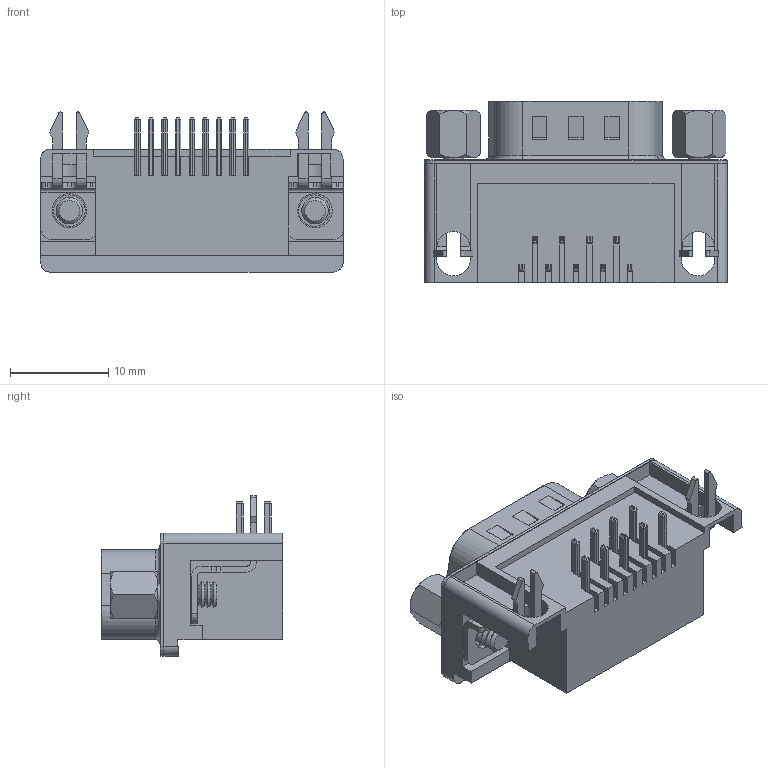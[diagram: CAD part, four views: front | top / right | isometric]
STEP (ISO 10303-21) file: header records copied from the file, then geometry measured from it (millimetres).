
FILE_DESCRIPTION (( 'STEP AP203' ), '1' );
FILE_NAME ('CD6109PxxJ0.STEP', '2019-01-07T06:25:52', ( '' ), ( '' ), 'SwSTEP 2.0', 'SolidWorks 2017', '' );
FILE_SCHEMA (( 'CONFIG_CONTROL_DESIGN' ));
Length unit declared in the file: millimetre
Products named in the file (7): CDFS15P_9; cd61-塑膠架-p_9; 魚叉平孔; cd51-t1; t1; 螺絲 FOR J0; CD6109PxxJ0
Assembly tree (24 placements, depth 2):
  CD6109PxxJ0
    CDFS15P_9
    cd61-塑膠架-p_9
    魚叉平孔  x2
    cd51-t1  x9
    t1  x9
    螺絲 FOR J0  x2
Bounding box: 30.84 x 18.5 x 16.3 mm (x, y, z)
Volume: 3510.7 mm3; surface area: 4728.3 mm2
Topology: 24 solids, 24 shells, 878 faces, 2292 edges, 1466 vertices
Faces by surface type: plane 436, cylinder 313, cone 96, torus 24, sphere 9
Entity records: 13372 total; most frequent: CARTESIAN_POINT 2260, DIRECTION 2153, ORIENTED_EDGE 2014, EDGE_CURVE 1007, AXIS2_PLACEMENT_3D 754, VECTOR 645, LINE 645, VERTEX_POINT 643
